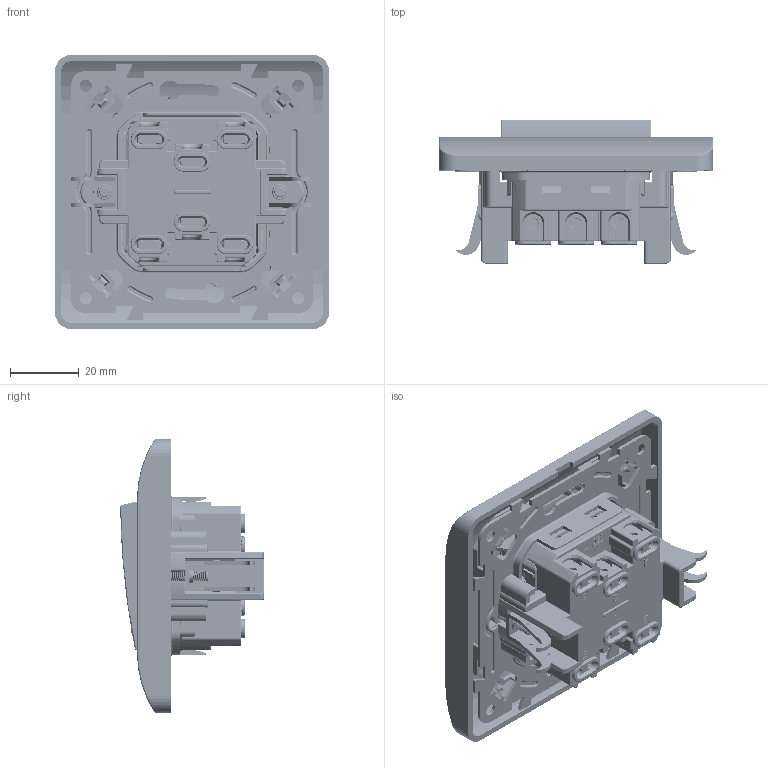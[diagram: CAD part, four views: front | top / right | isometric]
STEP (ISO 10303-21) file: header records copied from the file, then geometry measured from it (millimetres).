
FILE_DESCRIPTION((''),'2;1');
FILE_NAME('ASM0002_ASM','2023-12-28T',('wznwsJS'),(''),'PRO/ENGINEER BY PARAMETRIC TECHNOLOGY CORPORATION, 2008380','PRO/ENGINEER BY PARAMETRIC TECHNOLOGY CORPORATION, 2008380','');
FILE_SCHEMA(('CONFIG_CONTROL_DESIGN'));
Length unit declared in the file: millimetre
Products named in the file (25): PRT0074; JCP_U_1; YD_J_1; YXB_7_2; DDLS_M3_1; JCT_U_ASM_2_ASM_ASM_ASM; ZCP_U_2; DDJ_U_ASM_2_ASM_ASM_ASM; A50_DCP_1; YD_D_1; DCT_A50_ASM_1_ASM_ASM_ASM; PRT0075; D10_THZ_1; U_T_ZJ_12; MB_U_12_1; PRT0076; E60B_YGT_1; KZ_U_2; AZLD_3; ZK-OO_ASM_4_ASM_ASM_ASM; ASM0033_ASM; ASM0005_ASM; ASM0004_ASM; ASM0003_ASM; ASM0002_ASM
Assembly tree (34 placements, depth 7):
  ASM0002_ASM
    ASM0003_ASM
      ASM0004_ASM
        ASM0005_ASM
          ASM0033_ASM
            PRT0074
            JCT_U_ASM_2_ASM_ASM_ASM  x4
              JCP_U_1
              YD_J_1
              YXB_7_2
              DDLS_M3_1
            DDJ_U_ASM_2_ASM_ASM_ASM  x2
              ZCP_U_2
              YXB_7_2
              DDLS_M3_1
            DCT_A50_ASM_1_ASM_ASM_ASM  x2
              A50_DCP_1
              YD_D_1
            PRT0075
            D10_THZ_1  x2
            U_T_ZJ_12
            MB_U_12_1
            PRT0076
            E60B_YGT_1
            ZK-OO_ASM_4_ASM_ASM_ASM  x2
              KZ_U_2
              AZLD_3
Bounding box: 80 x 41.93 x 80 mm (x, y, z)
Volume: 43149.5 mm3; surface area: 64750.4 mm2
Topology: 34 solids, 34 shells, 4851 faces, 13585 edges, 8831 vertices
Faces by surface type: plane 2821, cylinder 1430, torus 286, bspline 202, cone 72, sphere 40
Entity records: 137905 total; most frequent: CARTESIAN_POINT 33673, ORIENTED_EDGE 22340, DIRECTION 21385, EDGE_CURVE 11170, VECTOR 7355, LINE 7355, VERTEX_POINT 7304, AXIS2_PLACEMENT_3D 7015
